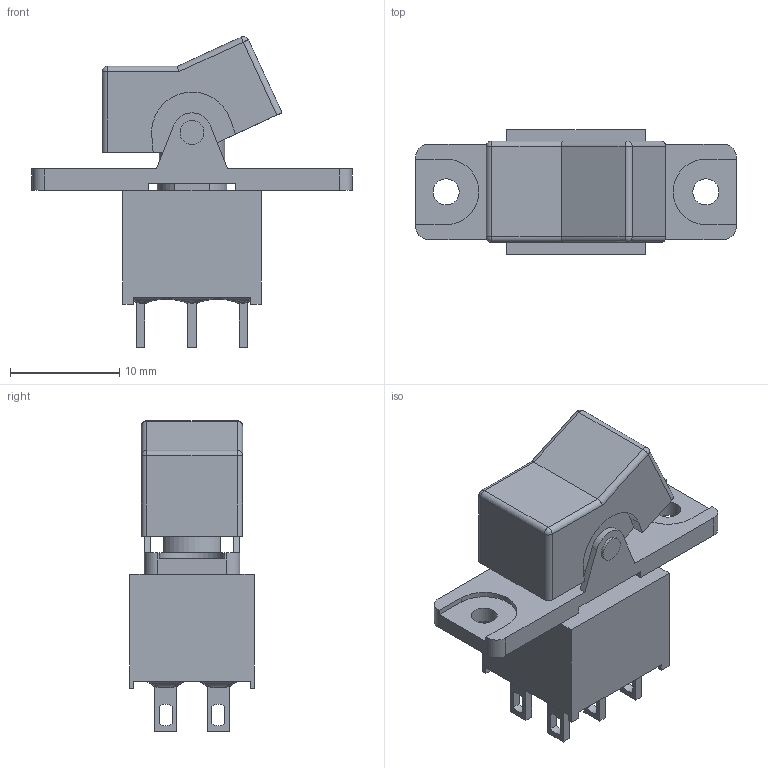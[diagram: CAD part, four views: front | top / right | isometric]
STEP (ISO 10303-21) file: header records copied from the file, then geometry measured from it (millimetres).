
FILE_DESCRIPTION((' '),'2;1');
FILE_NAME('300AWDPxR1xxxM1xE.stp','2017-07-26T14:38:18',(' '),(' '),' ','ACIS',' ');
FILE_SCHEMA(('CONFIG_CONTROL_DESIGN'));
Length unit declared in the file: inch
Products named in the file (1): 300AWDPxR1xxxM1xE.stp
Bounding box: 29.36 x 11.43 x 28.47 mm (x, y, z)
Volume: 2491.3 mm3; surface area: 2605 mm2
Topology: 1 solids, 1 shells, 188 faces, 550 edges, 368 vertices
Faces by surface type: plane 112, cylinder 56, bspline 16, sphere 4
Full cylindrical faces by diameter (mm): 2.2 x4, 2.39 x2
Entity records: 8220 total; most frequent: CARTESIAN_POINT 3112, ORIENTED_EDGE 1080, DIRECTION 984, EDGE_CURVE 540, VERTEX_POINT 366, VECTOR 346, LINE 346, AXIS2_PLACEMENT_3D 319
